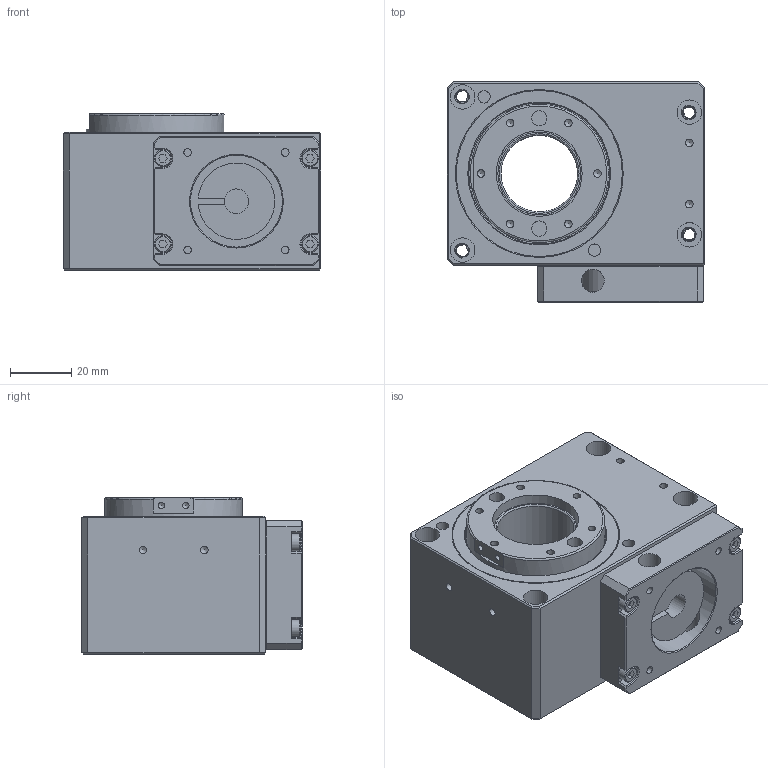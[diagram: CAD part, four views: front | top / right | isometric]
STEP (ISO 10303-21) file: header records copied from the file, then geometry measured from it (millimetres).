
FILE_DESCRIPTION( ( '' ), '1' );
FILE_NAME( 'GT60-18P.stp', '2020-03-27T02:34:19', ( 'Dimamotor' ), ( 'Dimamotor' ), 'PSStep 17.0.49', ' ', ' ' );
FILE_SCHEMA( ( 'AUTOMOTIVE_DESIGN { 1 0 10303 214 1 1 1 1 }' ) );
Length unit declared in the file: millimetre
Products named in the file (5): Assem1; Screw_ANSI_B18_3_1M_A_M3x12_v12.00; GT60-10M; GT60-P; MGAC-6F02-33
Assembly tree (7 placements, depth 2):
  Assem1
    Screw_ANSI_B18_3_1M_A_M3x12_v12.00  x4
    GT60-10M
    GT60-P
    MGAC-6F02-33
Bounding box: 84 x 72 x 51 mm (x, y, z)
Volume: 223069.1 mm3; surface area: 48407.1 mm2
Topology: 7 solids, 7 shells, 295 faces, 674 edges, 422 vertices
Faces by surface type: plane 160, cylinder 86, cone 38, bspline 8, torus 3
Full cylindrical faces by diameter (mm): 2.05 x4, 2.5 x32, 3 x6, 3.4 x4, 4 x4, 5 x2, 5.5 x4, 7.5 x2, 8 x9, 25 x1, 27 x1, 28 x1, 30 x1, 35 x2, 45 x1, 46 x1, 54.199 x1, 54.2 x1
Entity records: 25126 total; most frequent: CARTESIAN_POINT 17820, DIRECTION 1076, ORIENTED_EDGE 882, EDGE_CURVE 441, AXIS2_PLACEMENT_3D 414, EDGE_LOOP 411, VERTEX_POINT 338, FACE_OUTER_BOUND 326
